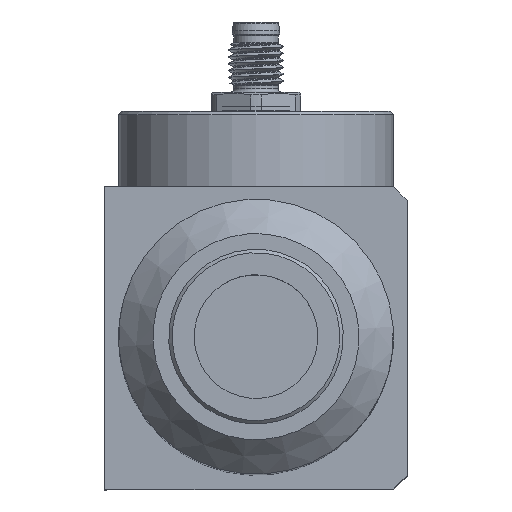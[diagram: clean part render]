
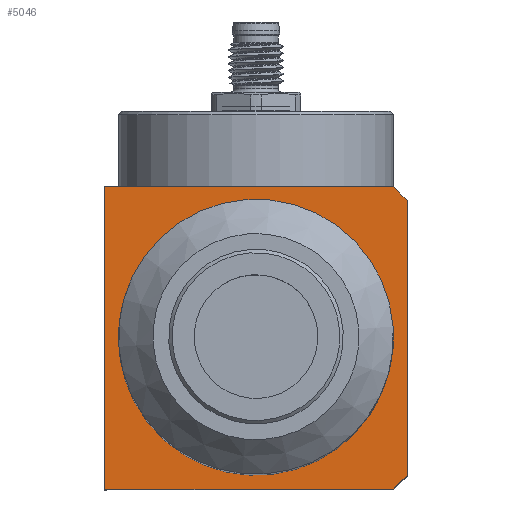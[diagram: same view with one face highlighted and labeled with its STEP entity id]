
A CAD part, top view. The second image highlights one B-rep face of the part: STEP entity #5046.
In plain terms, the highlighted planar face has unit normal (0, 0, 1).
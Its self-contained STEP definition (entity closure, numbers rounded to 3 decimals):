
#256=LINE('',#14084,#467);
#295=LINE('',#14498,#506);
#296=LINE('',#14500,#507);
#297=LINE('',#14501,#508);
#298=LINE('',#14503,#509);
#299=LINE('',#14504,#510);
#467=VECTOR('',#6418,10.);
#506=VECTOR('',#6579,10.);
#507=VECTOR('',#6580,10.);
#508=VECTOR('',#6581,10.);
#509=VECTOR('',#6582,10.);
#510=VECTOR('',#6583,10.);
#788=PLANE('',#5554);
#971=FACE_BOUND('',#1701,.T.);
#1247=FACE_OUTER_BOUND('',#1700,.T.);
#1700=EDGE_LOOP('',(#3931,#3932,#3933,#3934,#3935,#3936));
#1701=EDGE_LOOP('',(#3937));
#2062=CIRCLE('',#5553,20.);
#2382=VERTEX_POINT('',#14081);
#2383=VERTEX_POINT('',#14083);
#2441=VERTEX_POINT('',#14493);
#2442=VERTEX_POINT('',#14496);
#2443=VERTEX_POINT('',#14497);
#2444=VERTEX_POINT('',#14499);
#2445=VERTEX_POINT('',#14502);
#2903=EDGE_CURVE('',#2382,#2383,#256,.T.);
#2981=EDGE_CURVE('',#2441,#2441,#2062,.T.);
#2982=EDGE_CURVE('',#2442,#2443,#295,.T.);
#2983=EDGE_CURVE('',#2444,#2442,#296,.T.);
#2984=EDGE_CURVE('',#2383,#2444,#297,.T.);
#2985=EDGE_CURVE('',#2445,#2382,#298,.T.);
#2986=EDGE_CURVE('',#2443,#2445,#299,.T.);
#3931=ORIENTED_EDGE('',*,*,#2982,.F.);
#3932=ORIENTED_EDGE('',*,*,#2983,.F.);
#3933=ORIENTED_EDGE('',*,*,#2984,.F.);
#3934=ORIENTED_EDGE('',*,*,#2903,.F.);
#3935=ORIENTED_EDGE('',*,*,#2985,.F.);
#3936=ORIENTED_EDGE('',*,*,#2986,.F.);
#3937=ORIENTED_EDGE('',*,*,#2981,.T.);
#5046=ADVANCED_FACE('',(#1247,#971),#788,.F.);
#5553=AXIS2_PLACEMENT_3D('',#14494,#6575,#6576);
#5554=AXIS2_PLACEMENT_3D('',#14495,#6577,#6578);
#6418=DIRECTION('',(1.,0.,0.));
#6575=DIRECTION('center_axis',(0.,0.,
-1.));
#6576=DIRECTION('ref_axis',(0.,-1.,0.));
#6577=DIRECTION('center_axis',(0.,0.,
-1.));
#6578=DIRECTION('ref_axis',(1.,0.,0.));
#6579=DIRECTION('',(-0.707,-0.707,0.));
#6580=DIRECTION('',(0.,-1.,0.));
#6581=DIRECTION('',(0.707,-0.707,0.));
#6582=DIRECTION('',(0.,1.,0.));
#6583=DIRECTION('',(-1.,0.,0.));
#14081=CARTESIAN_POINT('',(-22.,22.,120.));
#14083=CARTESIAN_POINT('',(20.,22.,120.));
#14084=CARTESIAN_POINT('',(-2.25,22.,120.));
#14493=CARTESIAN_POINT('',(0.,20.,120.));
#14494=CARTESIAN_POINT('Origin',(0.,0.,
120.));
#14495=CARTESIAN_POINT('Origin',(-26.5,0.,120.));
#14496=CARTESIAN_POINT('',(22.,-20.,120.));
#14497=CARTESIAN_POINT('',(20.,-22.,120.));
#14498=CARTESIAN_POINT('',(14.375,-27.625,120.));
#14499=CARTESIAN_POINT('',(22.,20.,120.));
#14500=CARTESIAN_POINT('',(22.,-11.,120.));
#14501=CARTESIAN_POINT('',(14.375,27.625,120.));
#14502=CARTESIAN_POINT('',(-22.,-22.,120.));
#14503=CARTESIAN_POINT('',(-22.,11.,120.));
#14504=CARTESIAN_POINT('',(-24.25,-22.,120.));
